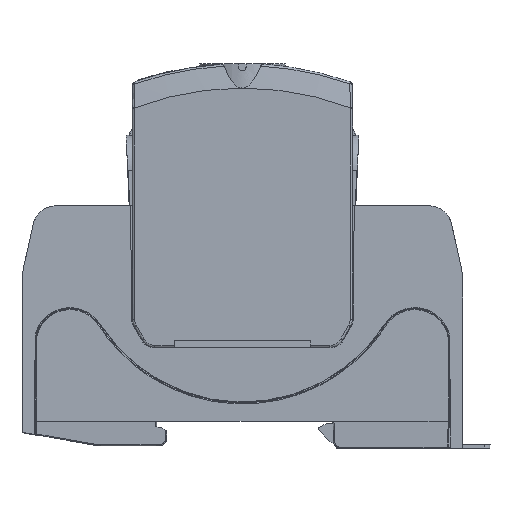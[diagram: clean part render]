
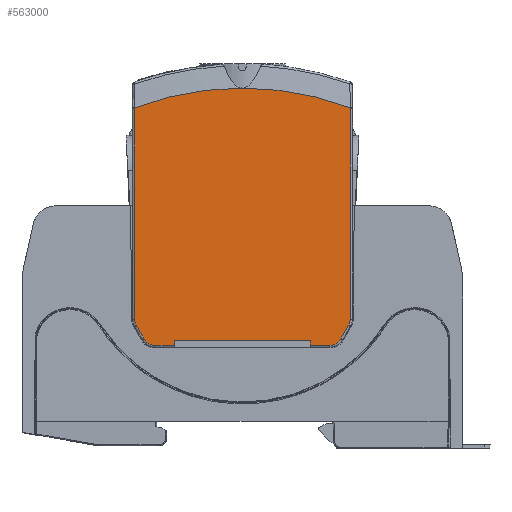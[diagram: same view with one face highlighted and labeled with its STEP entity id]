
A CAD part, top view. The second image highlights one B-rep face of the part: STEP entity #563000.
In plain terms, the highlighted face is planar.
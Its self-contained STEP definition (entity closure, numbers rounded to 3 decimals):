
#49850=CARTESIAN_POINT('',(9.85,45.198,-17.8));
#49860=VERTEX_POINT('',#49850);
#50020=CARTESIAN_POINT('',(5.869,45.198,-17.8));
#50030=VERTEX_POINT('',#50020);
#50060=CARTESIAN_POINT('',(0.,45.198,-17.8));
#50070=DIRECTION('',(-1.,0.,0.));
#50080=VECTOR('',#50070,1.);
#50090=LINE('',#50060,#50080);
#50100=EDGE_CURVE('',#49860,#50030,#50090,.T.);
#50420=CARTESIAN_POINT('',(45.75,-3.253,-17.8));
#50430=VERTEX_POINT('',#50420);
#50460=CARTESIAN_POINT('',(23.75,54.479,-17.8));
#50470=DIRECTION('',(0.,0.,1.));
#50480=DIRECTION('',(1.,0.,0.));
#50490=AXIS2_PLACEMENT_3D('',#50460,#50470,#50480);
#50500=CIRCLE('',#50490,61.781);
#50510=CARTESIAN_POINT('',(23.75,-7.302,-17.8));
#50520=VERTEX_POINT('',#50510);
#50530=EDGE_CURVE('',#50520,#50430,#50500,.T.);
#54150=CARTESIAN_POINT('',(1.75,-3.253,-17.8));
#54160=VERTEX_POINT('',#54150);
#54190=CARTESIAN_POINT('',(1.75,0.,-17.8));
#54200=DIRECTION('',(0.,1.,0.));
#54210=VECTOR('',#54200,1.);
#54220=LINE('',#54190,#54210);
#54230=CARTESIAN_POINT('',(1.75,39.894,-17.8));
#54240=VERTEX_POINT('',#54230);
#54250=EDGE_CURVE('',#54160,#54240,#54220,.T.);
#61820=CARTESIAN_POINT('',(23.75,54.479,-17.8));
#61830=DIRECTION('',(0.,0.,1.));
#61840=DIRECTION('',(1.,0.,0.));
#61850=AXIS2_PLACEMENT_3D('',#61820,#61830,#61840);
#61860=CIRCLE('',#61850,61.781);
#61870=EDGE_CURVE('',#54160,#50520,#61860,.T.);
#164430=CARTESIAN_POINT('',(9.85,0.,-17.8))
;
#164440=DIRECTION('',(0.,-1.,0.));
#164450=VECTOR('',#164440,1.);
#164460=LINE('',#164430,#164450);
#164470=CARTESIAN_POINT('',(9.85,44.198,-17.8));
#164480=VERTEX_POINT('',#164470);
#164490=EDGE_CURVE('',#49860,#164480,#164460,.T.);
#188630=CARTESIAN_POINT('',(4.25,39.894,-17.8));
#188640=DIRECTION('',(0.,0.,1.));
#188650=DIRECTION('',(1.,0.,0.));
#188660=AXIS2_PLACEMENT_3D('',#188630,#188640,#188650);
#188670=CIRCLE('',#188660,2.5);
#188680=CARTESIAN_POINT('',(2.085,41.144,-17.8));
#188690=VERTEX_POINT('',#188680);
#188700=EDGE_CURVE('',#188690,#54240,#188670,.T.);
#189400=CARTESIAN_POINT('',(3.704,43.948,-17.8));
#189410=VERTEX_POINT('',#189400);
#189440=CARTESIAN_POINT('',(5.869,42.698,-17.8));
#189450=DIRECTION('',(0.,0.,-1.));
#189460=DIRECTION('',(-1.,0.,0.));
#189470=AXIS2_PLACEMENT_3D('',#189440,#189450,#189460);
#189480=CIRCLE('',#189470,2.5);
#189490=EDGE_CURVE('',#189410,#50030,#189480,.T.);
#203860=CARTESIAN_POINT('',(-21.669,0.,-17.8)
);
#203870=DIRECTION('',(-0.5,-0.866,0.));
#203880=VECTOR('',#203870,1.);
#203890=LINE('',#203860,#203880);
#203900=EDGE_CURVE('',#189410,#188690,#203890,.T.);
#515070=CARTESIAN_POINT('',(37.65,44.198,-17.8));
#515080=VERTEX_POINT('',#515070);
#515110=CARTESIAN_POINT('',(37.65,0.,-17.8));
#515120=DIRECTION('',(0.,1.,0.));
#515130=VECTOR('',#515120,1.);
#515140=LINE('',#515110,#515130);
#515150=CARTESIAN_POINT('',(37.65,45.198,-17.8));
#515160=VERTEX_POINT('',#515150);
#515170=EDGE_CURVE('',#515080,#515160,#515140,.T.);
#519620=CARTESIAN_POINT('',(41.631,45.198,-17.8));
#519630=VERTEX_POINT('',#519620);
#519660=CARTESIAN_POINT('',(41.631,42.698,-17.8));
#519670=DIRECTION('',(0.,0.,1.));
#519680=DIRECTION('',(1.,0.,0.));
#519690=AXIS2_PLACEMENT_3D('',#519660,#519670,#519680);
#519700=CIRCLE('',#519690,2.5);
#519710=CARTESIAN_POINT('',(43.796,43.948,-17.8));
#519720=VERTEX_POINT('',#519710);
#519730=EDGE_CURVE('',#519720,#519630,#519700,.T.);
#549090=CARTESIAN_POINT('',(45.415,41.144,-17.8));
#549100=VERTEX_POINT('',#549090);
#549130=CARTESIAN_POINT('',(43.25,39.894,-17.8));
#549140=DIRECTION('',(0.,0.,-1.));
#549150=DIRECTION('',(-1.,0.,0.));
#549160=AXIS2_PLACEMENT_3D('',#549130,#549140,#549150);
#549170=CIRCLE('',#549160,2.5);
#549180=CARTESIAN_POINT('',(45.75,39.894,-17.8));
#549190=VERTEX_POINT('',#549180);
#549200=EDGE_CURVE('',#549100,#549190,#549170,.T.);
#557930=CARTESIAN_POINT('',(45.75,0.,-17.8))
;
#557940=DIRECTION('',(0.,-1.,0.));
#557950=VECTOR('',#557940,1.);
#557960=LINE('',#557930,#557950);
#557970=EDGE_CURVE('',#549190,#50430,#557960,.T.);
#562630=CARTESIAN_POINT('',(23.75,1.449,-17.8));
#562640=DIRECTION('',(-0.,0.,1.));
#562650=DIRECTION('',(0.,-1.,0.));
#562660=AXIS2_PLACEMENT_3D('',#562630,#562640,#562650);
#562670=PLANE('',#562660);
#562680=ORIENTED_EDGE('',*,*,#188700,.F.);
#562690=ORIENTED_EDGE('',*,*,#54250,.T.);
#562700=ORIENTED_EDGE('',*,*,#61870,.F.);
#562710=ORIENTED_EDGE('',*,*,#50530,.F.);
#562720=ORIENTED_EDGE('',*,*,#557970,.T.);
#562730=ORIENTED_EDGE('',*,*,#549200,.T.);
#562740=CARTESIAN_POINT('',(69.169,0.,-17.8))
;
#562750=DIRECTION('',(0.5,-0.866,0.));
#562760=VECTOR('',#562750,1.);
#562770=LINE('',#562740,#562760);
#562780=EDGE_CURVE('',#519720,#549100,#562770,.T.);
#562790=ORIENTED_EDGE('',*,*,#562780,.T.);
#562800=ORIENTED_EDGE('',*,*,#519730,.F.);
#562810=CARTESIAN_POINT('',(0.,45.198,-17.8))
;
#562820=DIRECTION('',(-1.,0.,0.));
#562830=VECTOR('',#562820,1.);
#562840=LINE('',#562810,#562830);
#562850=EDGE_CURVE('',#519630,#515160,#562840,.T.);
#562860=ORIENTED_EDGE('',*,*,#562850,.F.);
#562870=ORIENTED_EDGE('',*,*,#515170,.T.);
#562880=CARTESIAN_POINT('',(0.,44.198,-17.8))
;
#562890=DIRECTION('',(1.,0.,0.));
#562900=VECTOR('',#562890,1.);
#562910=LINE('',#562880,#562900);
#562920=EDGE_CURVE('',#164480,#515080,#562910,.T.);
#562930=ORIENTED_EDGE('',*,*,#562920,.T.);
#562940=ORIENTED_EDGE('',*,*,#164490,.T.);
#562950=ORIENTED_EDGE('',*,*,#50100,.F.);
#562960=ORIENTED_EDGE('',*,*,#189490,.T.);
#562970=ORIENTED_EDGE('',*,*,#203900,.F.);
#562980=EDGE_LOOP('',(#562970,#562960,#562950,#562940,#562930,#562870,
#562860,#562800,#562790,#562730,#562720,#562710,#562700,#562690,#562680)
);
#562990=FACE_OUTER_BOUND('',#562980,.T.);
#563000=ADVANCED_FACE('',(#562990),#562670,.F.);
